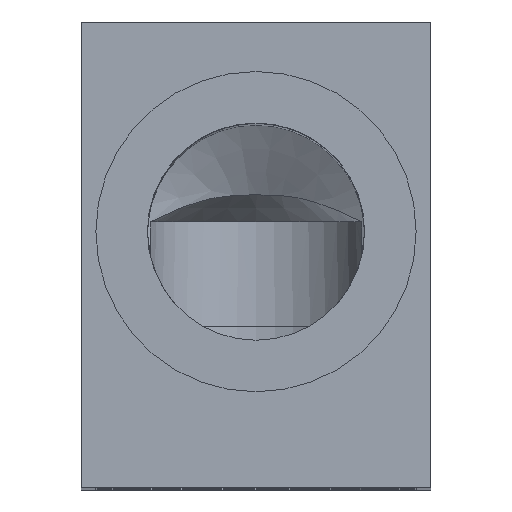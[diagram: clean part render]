
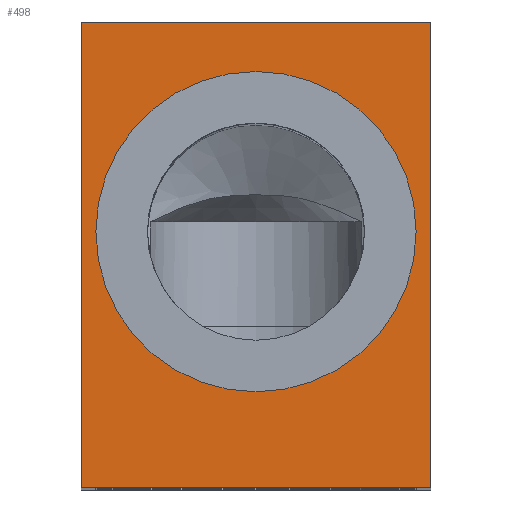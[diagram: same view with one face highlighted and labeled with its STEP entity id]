
A CAD part, top view. The second image highlights one B-rep face of the part: STEP entity #498.
In plain terms, the highlighted planar face has unit normal (0, 0, 1).
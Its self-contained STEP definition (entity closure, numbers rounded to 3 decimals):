
#32=FACE_BOUND('',#123,.F.);
#44=PLANE('',#1140);
#66=FACE_OUTER_BOUND('',#124,.F.);
#123=EDGE_LOOP('',(#265,#266));
#124=EDGE_LOOP('',(#267,#268,#269,#270));
#265=ORIENTED_EDGE('',*,*,#902,.T.);
#266=ORIENTED_EDGE('',*,*,#901,.T.);
#267=ORIENTED_EDGE('',*,*,#912,.T.);
#268=ORIENTED_EDGE('',*,*,#909,.T.);
#269=ORIENTED_EDGE('',*,*,#906,.T.);
#270=ORIENTED_EDGE('',*,*,#914,.T.);
#498=ADVANCED_FACE('',(#32,#66),#44,.T.);
#644=LINE('',#1983,#691);
#647=LINE('',#1986,#694);
#650=LINE('',#1989,#697);
#652=LINE('',#1991,#699);
#691=VECTOR('',#1331,30.);
#694=VECTOR('',#1334,40.);
#697=VECTOR('',#1337,30.);
#699=VECTOR('',#1339,40.);
#783=CIRCLE('',#1127,13.75);
#784=CIRCLE('',#1128,13.75);
#901=EDGE_CURVE('',#947,#946,#783,.T.);
#902=EDGE_CURVE('',#946,#947,#784,.T.);
#906=EDGE_CURVE('',#945,#942,#644,.T.);
#909=EDGE_CURVE('',#941,#945,#647,.T.);
#912=EDGE_CURVE('',#939,#941,#650,.T.);
#914=EDGE_CURVE('',#942,#939,#652,.T.);
#939=VERTEX_POINT('',#1484);
#941=VERTEX_POINT('',#1486);
#942=VERTEX_POINT('',#1487);
#945=VERTEX_POINT('',#1490);
#946=VERTEX_POINT('',#1491);
#947=VERTEX_POINT('',#1492);
#1127=AXIS2_PLACEMENT_3D('',#1978,#1324,#1325);
#1128=AXIS2_PLACEMENT_3D('',#1979,#1326,#1327);
#1140=AXIS2_PLACEMENT_3D('',#2026,#1385,#1386);
#1324=DIRECTION('',(0.,0.,1.));
#1325=DIRECTION('',(-1.,0.,0.));
#1326=DIRECTION('',(0.,0.,1.));
#1327=DIRECTION('',(1.,0.,0.));
#1331=DIRECTION('',(-1.,0.,0.));
#1334=DIRECTION('',(0.,-1.,0.));
#1337=DIRECTION('',(1.,0.,0.));
#1339=DIRECTION('',(0.,1.,0.));
#1385=DIRECTION('',(0.,0.,1.));
#1386=DIRECTION('',(1.,0.,0.));
#1484=CARTESIAN_POINT('',(-15.,18.,0.));
#1486=CARTESIAN_POINT('',(15.,18.,0.));
#1487=CARTESIAN_POINT('',(-15.,-22.,0.));
#1490=CARTESIAN_POINT('',(15.,-22.,0.));
#1491=CARTESIAN_POINT('',(13.75,0.,0.));
#1492=CARTESIAN_POINT('',(-13.75,0.,0.));
#1978=CARTESIAN_POINT('',(0.,0.,0.));
#1979=CARTESIAN_POINT('',(0.,0.,0.));
#1983=CARTESIAN_POINT('',(15.,-22.,0.));
#1986=CARTESIAN_POINT('',(15.,18.,0.));
#1989=CARTESIAN_POINT('',(-15.,18.,0.));
#1991=CARTESIAN_POINT('',(-15.,-22.,0.));
#2026=CARTESIAN_POINT('',(-17.,-24.,0.));
